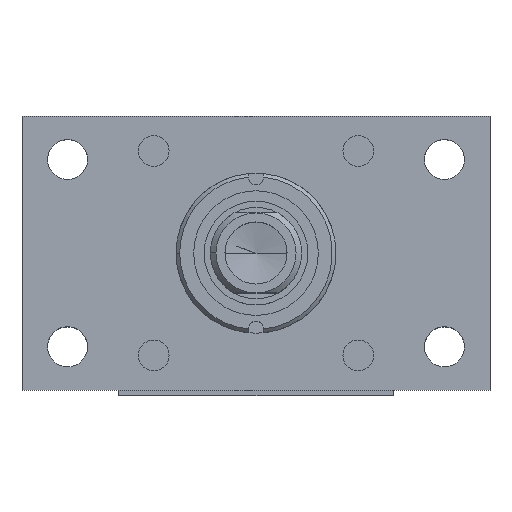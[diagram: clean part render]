
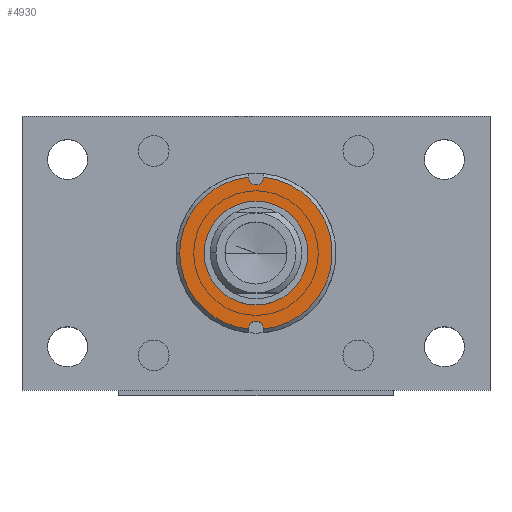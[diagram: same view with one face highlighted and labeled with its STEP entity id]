
A CAD part, top view. The second image highlights one B-rep face of the part: STEP entity #4930.
In plain terms, the highlighted planar face has unit normal (0, 0, 1).
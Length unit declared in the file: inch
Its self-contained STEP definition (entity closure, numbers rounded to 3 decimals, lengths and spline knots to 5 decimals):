
#161 = AXIS2_PLACEMENT_3D ( 'NONE', #3770, #5203, #5842 ) ;
#216 = LINE ( 'NONE', #7810, #430 ) ;
#253 = ORIENTED_EDGE ( 'NONE', *, *, #7545, .T. ) ;
#430 = VECTOR ( 'NONE', #1149, 39.37008 ) ;
#486 = PLANE ( 'NONE',  #161 ) ;
#510 = CARTESIAN_POINT ( 'NONE',  ( 19.49558, 31.20342, -2.69734 ) ) ;
#623 = ORIENTED_EDGE ( 'NONE', *, *, #8283, .F. ) ;
#666 = LINE ( 'NONE', #510, #3075 ) ;
#691 = VERTEX_POINT ( 'NONE', #8471 ) ;
#812 = CARTESIAN_POINT ( 'NONE',  ( 18.58258, 30.63592, -2.69734 ) ) ;
#820 = AXIS2_PLACEMENT_3D ( 'NONE', #2441, #4373, #7130 ) ;
#943 = FACE_BOUND ( 'NONE', #1737, .T. ) ;
#1054 = VECTOR ( 'NONE', #5041, 39.37008 ) ;
#1073 = VERTEX_POINT ( 'NONE', #3503 ) ;
#1149 = DIRECTION ( 'NONE',  ( 0., 1., 0. ) ) ;
#1330 = ORIENTED_EDGE ( 'NONE', *, *, #4190, .T. ) ;
#1443 = ORIENTED_EDGE ( 'NONE', *, *, #8656, .F. ) ;
#1465 = CARTESIAN_POINT ( 'NONE',  ( 19.41758, 30.63592, -2.69734 ) ) ;
#1555 = DIRECTION ( 'NONE',  ( 0., 0., 1. ) ) ;
#1609 = VERTEX_POINT ( 'NONE', #3128 ) ;
#1622 = VERTEX_POINT ( 'NONE', #2560 ) ;
#1624 = VERTEX_POINT ( 'NONE', #3040 ) ;
#1704 = CARTESIAN_POINT ( 'NONE',  ( 19.49558, 29.80457, -2.69734 ) ) ;
#1737 = EDGE_LOOP ( 'NONE', ( #623, #1443 ) ) ;
#1857 = VERTEX_POINT ( 'NONE', #812 ) ;
#1887 = CIRCLE ( 'NONE', #6913, 0.835 ) ;
#1989 = CIRCLE ( 'NONE', #2139, 0.5675 ) ;
#2048 = DIRECTION ( 'NONE',  ( 0., 0., 1. ) ) ;
#2139 = AXIS2_PLACEMENT_3D ( 'NONE', #3341, #2048, #8100 ) ;
#2427 = CARTESIAN_POINT ( 'NONE',  ( 19.41758, 30.63592, -2.69734 ) ) ;
#2441 = CARTESIAN_POINT ( 'NONE',  ( 19.41758, 30.63592, -2.69734 ) ) ;
#2549 = CIRCLE ( 'NONE', #8140, 0.078 ) ;
#2560 = CARTESIAN_POINT ( 'NONE',  ( 19.49558, 31.46727, -2.69734 ) ) ;
#2630 = CARTESIAN_POINT ( 'NONE',  ( 19.41758, 31.45966, -2.69734 ) ) ;
#2739 = ORIENTED_EDGE ( 'NONE', *, *, #5292, .T. ) ;
#2758 = ORIENTED_EDGE ( 'NONE', *, *, #8119, .F. ) ;
#2894 = EDGE_CURVE ( 'NONE', #1622, #8672, #666, .T. ) ;
#2937 = ORIENTED_EDGE ( 'NONE', *, *, #7700, .T. ) ;
#3040 = CARTESIAN_POINT ( 'NONE',  ( 19.33958, 29.81218, -2.69734 ) ) ;
#3075 = VECTOR ( 'NONE', #7222, 39.37008 ) ;
#3128 = CARTESIAN_POINT ( 'NONE',  ( 18.85008, 30.63592, -2.69734 ) ) ;
#3145 = AXIS2_PLACEMENT_3D ( 'NONE', #6641, #5910, #7209 ) ;
#3341 = CARTESIAN_POINT ( 'NONE',  ( 19.41758, 30.63592, -2.69734 ) ) ;
#3371 = DIRECTION ( 'NONE',  ( -1., 0., 0. ) ) ;
#3503 = CARTESIAN_POINT ( 'NONE',  ( 19.33958, 31.45966, -2.69734 ) ) ;
#3673 = CIRCLE ( 'NONE', #6141, 0.078 ) ;
#3695 = CARTESIAN_POINT ( 'NONE',  ( 19.98508, 30.63592, -2.69734 ) ) ;
#3770 = CARTESIAN_POINT ( 'NONE',  ( 19.41758, 31.20342, -2.69734 ) ) ;
#3906 = LINE ( 'NONE', #3920, #7268 ) ;
#3920 = CARTESIAN_POINT ( 'NONE',  ( 19.33958, 31.20342, -2.69734 ) ) ;
#4017 = CARTESIAN_POINT ( 'NONE',  ( 19.49558, 31.45966, -2.69734 ) ) ;
#4036 = EDGE_CURVE ( 'NONE', #8672, #1073, #2549, .T. ) ;
#4110 = CIRCLE ( 'NONE', #820, 0.835 ) ;
#4154 = EDGE_LOOP ( 'NONE', ( #2758, #2739, #4708, #4780, #6194, #1330, #6704, #253, #2937 ) ) ;
#4180 = VERTEX_POINT ( 'NONE', #8329 ) ;
#4190 = EDGE_CURVE ( 'NONE', #691, #1857, #4110, .T. ) ;
#4373 = DIRECTION ( 'NONE',  ( 0., 0., 1. ) ) ;
#4444 = DIRECTION ( 'NONE',  ( 0., 0., 1. ) ) ;
#4494 = CARTESIAN_POINT ( 'NONE',  ( 19.33958, 29.80457, -2.69734 ) ) ;
#4701 = DIRECTION ( 'NONE',  ( 0., 0., -1. ) ) ;
#4708 = ORIENTED_EDGE ( 'NONE', *, *, #2894, .T. ) ;
#4780 = ORIENTED_EDGE ( 'NONE', *, *, #4036, .T. ) ;
#4930 = ADVANCED_FACE ( 'NONE', ( #6109, #943 ), #486, .F. ) ;
#5041 = DIRECTION ( 'NONE',  ( 0., 1., 0. ) ) ;
#5203 = DIRECTION ( 'NONE',  ( 0., 0., -1. ) ) ;
#5292 = EDGE_CURVE ( 'NONE', #8232, #1622, #1887, .T. ) ;
#5577 = AXIS2_PLACEMENT_3D ( 'NONE', #2427, #4444, #5811 ) ;
#5811 = DIRECTION ( 'NONE',  ( 1., 0., 0. ) ) ;
#5842 = DIRECTION ( 'NONE',  ( 0., -1., 0. ) ) ;
#5871 = VERTEX_POINT ( 'NONE', #3695 ) ;
#5910 = DIRECTION ( 'NONE',  ( 0., 0., 1. ) ) ;
#6033 = CARTESIAN_POINT ( 'NONE',  ( 19.41758, 29.81218, -2.69734 ) ) ;
#6109 = FACE_OUTER_BOUND ( 'NONE', #4154, .T. ) ;
#6141 = AXIS2_PLACEMENT_3D ( 'NONE', #6033, #8054, #3371 ) ;
#6189 = DIRECTION ( 'NONE',  ( 1., 0., 0. ) ) ;
#6194 = ORIENTED_EDGE ( 'NONE', *, *, #6948, .F. ) ;
#6205 = CIRCLE ( 'NONE', #3145, 0.5675 ) ;
#6641 = CARTESIAN_POINT ( 'NONE',  ( 19.41758, 30.63592, -2.69734 ) ) ;
#6704 = ORIENTED_EDGE ( 'NONE', *, *, #7434, .T. ) ;
#6875 = VERTEX_POINT ( 'NONE', #4494 ) ;
#6913 = AXIS2_PLACEMENT_3D ( 'NONE', #1465, #1555, #6189 ) ;
#6948 = EDGE_CURVE ( 'NONE', #691, #1073, #3906, .T. ) ;
#7130 = DIRECTION ( 'NONE',  ( 1., 0., 0. ) ) ;
#7177 = CARTESIAN_POINT ( 'NONE',  ( 19.49558, 31.20342, -2.69734 ) ) ;
#7209 = DIRECTION ( 'NONE',  ( 1., 0., 0. ) ) ;
#7222 = DIRECTION ( 'NONE',  ( 0., -1., 0. ) ) ;
#7268 = VECTOR ( 'NONE', #7914, 39.37008 ) ;
#7392 = DIRECTION ( 'NONE',  ( -1., 0., 0. ) ) ;
#7434 = EDGE_CURVE ( 'NONE', #1857, #6875, #8308, .T. ) ;
#7457 = LINE ( 'NONE', #7177, #1054 ) ;
#7545 = EDGE_CURVE ( 'NONE', #6875, #1624, #216, .T. ) ;
#7700 = EDGE_CURVE ( 'NONE', #1624, #4180, #3673, .T. ) ;
#7810 = CARTESIAN_POINT ( 'NONE',  ( 19.33958, 31.20342, -2.69734 ) ) ;
#7914 = DIRECTION ( 'NONE',  ( 0., -1., 0. ) ) ;
#8054 = DIRECTION ( 'NONE',  ( 0., 0., -1. ) ) ;
#8100 = DIRECTION ( 'NONE',  ( 1., 0., 0. ) ) ;
#8119 = EDGE_CURVE ( 'NONE', #8232, #4180, #7457, .T. ) ;
#8140 = AXIS2_PLACEMENT_3D ( 'NONE', #2630, #4701, #7392 ) ;
#8232 = VERTEX_POINT ( 'NONE', #1704 ) ;
#8283 = EDGE_CURVE ( 'NONE', #5871, #1609, #6205, .T. ) ;
#8308 = CIRCLE ( 'NONE', #5577, 0.835 ) ;
#8329 = CARTESIAN_POINT ( 'NONE',  ( 19.49558, 29.81218, -2.69734 ) ) ;
#8471 = CARTESIAN_POINT ( 'NONE',  ( 19.33958, 31.46727, -2.69734 ) ) ;
#8656 = EDGE_CURVE ( 'NONE', #1609, #5871, #1989, .T. ) ;
#8672 = VERTEX_POINT ( 'NONE', #4017 ) ;
